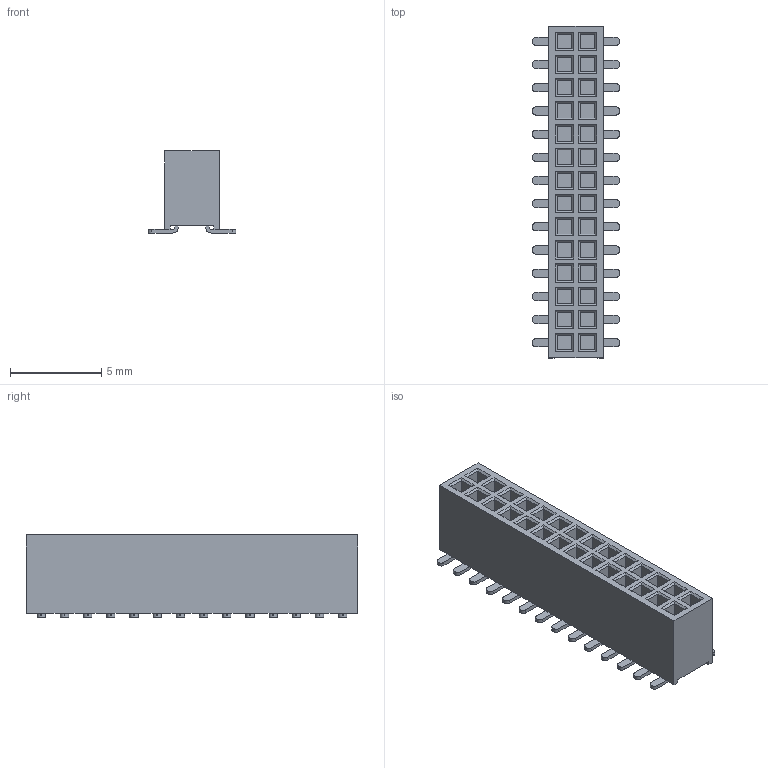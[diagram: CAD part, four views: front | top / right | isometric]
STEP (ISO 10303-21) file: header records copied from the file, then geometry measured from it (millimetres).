
FILE_DESCRIPTION (( 'STEP AP214' ), '1' );
FILE_NAME ('pin-header-female-1-27mm-2x14.STEP', '2024-05-22T18:24:19', ( '' ), ( '' ), 'SwSTEP 2.0', 'SolidWorks 2022', '' );
FILE_SCHEMA (( 'AUTOMOTIVE_DESIGN' ));
Length unit declared in the file: millimetre
Products named in the file (1): pin-header-female-1-27mm-2x14
Bounding box: 4.8 x 18.18 x 4.5 mm (x, y, z)
Volume: 175.9 mm3; surface area: 616.5 mm2
Topology: 1 solids, 1 shells, 909 faces, 2419 edges, 1538 vertices
Faces by surface type: plane 685, bspline 112, cylinder 112
Entity records: 39022 total; most frequent: CARTESIAN_POINT 6971, ORIENTED_EDGE 4838, DIRECTION 4011, EDGE_CURVE 2419, VECTOR 1967, LINE 1967, VERTEX_POINT 1538, AXIS2_PLACEMENT_3D 1022
